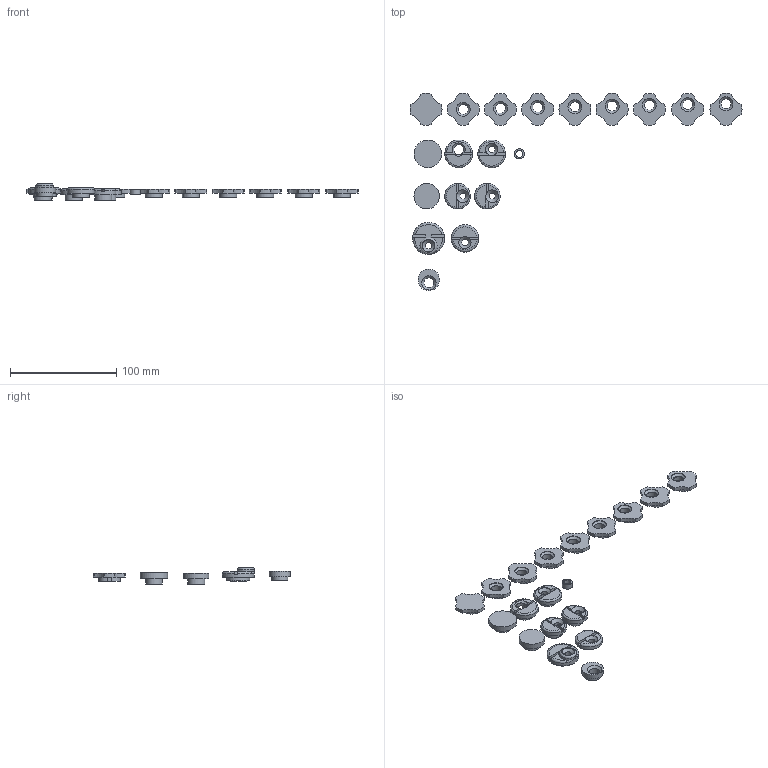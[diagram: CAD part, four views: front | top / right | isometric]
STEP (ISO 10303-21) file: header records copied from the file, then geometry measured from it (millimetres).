
FILE_DESCRIPTION(/* description */ (''),/* implementation_level */ '2;1');
FILE_NAME(/* name */ 'all_inserts.step',/* time_stamp */ '2022-07-21T19:48:36-04:00',/* author */ (''),/* organization */ (''),/* preprocessor_version */ 'ST-DEVELOPER v19',/* originating_system */ 'Autodesk Translation Framework v11.7.0.108',/* authorisation */ '');
FILE_SCHEMA (('AUTOMOTIVE_DESIGN { 1 0 10303 214 3 1 1 }'));
Length unit declared in the file: millimetre
Products named in the file (23): all_inserts; fischer; blank; 0 (black);  1 (grey); 2 (red); 2.5; 3; 4;  4.5; 5.25; dalbello; blank (1); 4.6; 5; head; max_offset; blank (2); experimental_langeTNUT; lange; inner; outer; dalbello_kids
Assembly tree (22 placements, depth 3):
  all_inserts
    fischer
      blank
      0 (black)
       1 (grey)
      2 (red)
      2.5
      3
      4
       4.5
      5.25
    dalbello
      blank (1)
      4.6
      5
    head
      max_offset
      blank (2)
      experimental_langeTNUT
    lange
      inner
      outer
    dalbello_kids
Bounding box: 312.1 x 185.38 x 15.76 mm (x, y, z)
Volume: 51311.3 mm3; surface area: 32603.9 mm2
Topology: 19 solids, 19 shells, 301 faces, 726 edges, 469 vertices
Faces by surface type: cylinder 146, plane 123, cone 16, torus 14, bspline 2
Full cylindrical faces by diameter (mm): 6 x2, 6.4 x4, 9.5 x11, 13.1 x8, 15 x1, 15.5 x2, 15.7 x1, 16 x3, 16.1 x1, 20.15 x1, 21.7 x1, 24 x3, 25.7 x1, 26 x3, 30 x1
Entity records: 9956 total; most frequent: CARTESIAN_POINT 1927, DIRECTION 1758, ORIENTED_EDGE 1452, EDGE_CURVE 726, AXIS2_PLACEMENT_3D 719, VERTEX_POINT 469, CIRCLE 375, EDGE_LOOP 342
